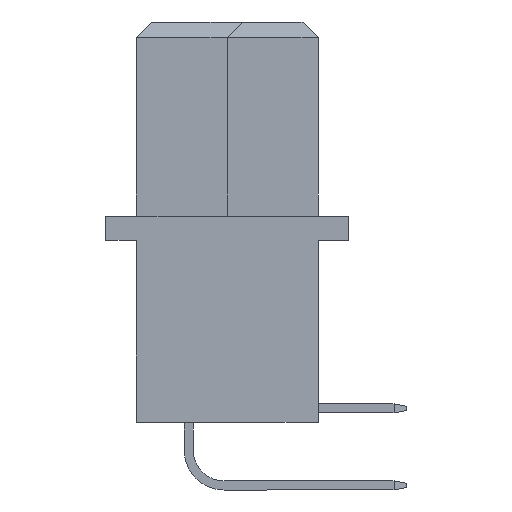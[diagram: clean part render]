
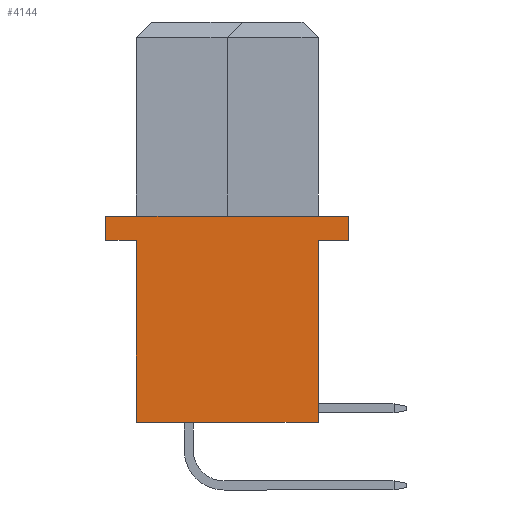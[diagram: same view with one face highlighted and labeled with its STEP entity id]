
A CAD part, left-side view. The second image highlights one B-rep face of the part: STEP entity #4144.
In plain terms, the highlighted planar face has unit normal (-1, 0, 0).
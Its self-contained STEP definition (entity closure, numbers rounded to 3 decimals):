
#126 = EDGE_CURVE ( 'NONE', #1303, #9378, #191, .T. ) ;
#190 = LINE ( 'NONE', #3950, #8889 ) ;
#191 = LINE ( 'NONE', #8990, #6405 ) ;
#594 = EDGE_CURVE ( 'NONE', #9378, #2283, #2723, .T. ) ;
#719 = AXIS2_PLACEMENT_3D ( 'NONE', #6066, #8507, #6895 ) ;
#1118 = DIRECTION ( 'NONE',  ( 0., 0., 1. ) ) ;
#1303 = VERTEX_POINT ( 'NONE', #9664 ) ;
#1340 = DIRECTION ( 'NONE',  ( 0., 1., 0. ) ) ;
#1597 = VECTOR ( 'NONE', #8732, 1000. ) ;
#1705 = LINE ( 'NONE', #3304, #9744 ) ;
#1742 = CARTESIAN_POINT ( 'NONE',  ( -19.38, 4., -6.4 ) ) ;
#1880 = ORIENTED_EDGE ( 'NONE', *, *, #2413, .T. ) ;
#2017 = ORIENTED_EDGE ( 'NONE', *, *, #8076, .F. ) ;
#2283 = VERTEX_POINT ( 'NONE', #9035 ) ;
#2397 = CARTESIAN_POINT ( 'NONE',  ( -19.38, 4., -6.4 ) ) ;
#2413 = EDGE_CURVE ( 'NONE', #5400, #2283, #7426, .T. ) ;
#2687 = CARTESIAN_POINT ( 'NONE',  ( -19.38, -4., -13.2 ) ) ;
#2723 = LINE ( 'NONE', #1742, #3495 ) ;
#3213 = VERTEX_POINT ( 'NONE', #5880 ) ;
#3236 = VERTEX_POINT ( 'NONE', #5098 ) ;
#3304 = CARTESIAN_POINT ( 'NONE',  ( -19.38, -3., -7.2 ) ) ;
#3407 = CARTESIAN_POINT ( 'NONE',  ( -19.38, -4., -13.2 ) ) ;
#3412 = DIRECTION ( 'NONE',  ( 0., 0., 1. ) ) ;
#3495 = VECTOR ( 'NONE', #4242, 1000. ) ;
#3523 = EDGE_CURVE ( 'NONE', #5400, #8274, #190, .T. ) ;
#3579 = ORIENTED_EDGE ( 'NONE', *, *, #6612, .F. ) ;
#3950 = CARTESIAN_POINT ( 'NONE',  ( -19.38, -3., -7.2 ) ) ;
#4110 = ORIENTED_EDGE ( 'NONE', *, *, #8008, .T. ) ;
#4144 = ADVANCED_FACE ( 'NONE', ( #6224 ), #8558, .T. ) ;
#4242 = DIRECTION ( 'NONE',  ( 0., -1., 0. ) ) ;
#4346 = ORIENTED_EDGE ( 'NONE', *, *, #3523, .F. ) ;
#4626 = ORIENTED_EDGE ( 'NONE', *, *, #594, .F. ) ;
#5098 = CARTESIAN_POINT ( 'NONE',  ( -19.38, 3., -7.2 ) ) ;
#5261 = VECTOR ( 'NONE', #8987, 1000. ) ;
#5358 = LINE ( 'NONE', #8467, #5837 ) ;
#5400 = VERTEX_POINT ( 'NONE', #5806 ) ;
#5566 = CARTESIAN_POINT ( 'NONE',  ( -19.38, 3., -7.2 ) ) ;
#5720 = VECTOR ( 'NONE', #1118, 1000. ) ;
#5806 = CARTESIAN_POINT ( 'NONE',  ( -19.38, -4., -7.2 ) ) ;
#5837 = VECTOR ( 'NONE', #1340, 1000. ) ;
#5880 = CARTESIAN_POINT ( 'NONE',  ( -19.38, -3., -13.2 ) ) ;
#5919 = LINE ( 'NONE', #2687, #5261 ) ;
#5966 = CARTESIAN_POINT ( 'NONE',  ( -19.38, -3., -7.2 ) ) ;
#6066 = CARTESIAN_POINT ( 'NONE',  ( -19.38, -4., -13.2 ) ) ;
#6224 = FACE_OUTER_BOUND ( 'NONE', #8237, .T. ) ;
#6405 = VECTOR ( 'NONE', #3412, 1000. ) ;
#6541 = VERTEX_POINT ( 'NONE', #7592 ) ;
#6612 = EDGE_CURVE ( 'NONE', #3236, #1303, #5358, .T. ) ;
#6895 = DIRECTION ( 'NONE',  ( 0., 0., 1. ) ) ;
#7298 = ORIENTED_EDGE ( 'NONE', *, *, #126, .F. ) ;
#7426 = LINE ( 'NONE', #3407, #5720 ) ;
#7592 = CARTESIAN_POINT ( 'NONE',  ( -19.38, 3., -13.2 ) ) ;
#7903 = DIRECTION ( 'NONE',  ( 0., 0., -1. ) ) ;
#8008 = EDGE_CURVE ( 'NONE', #3236, #6541, #8051, .T. ) ;
#8051 = LINE ( 'NONE', #5566, #1597 ) ;
#8076 = EDGE_CURVE ( 'NONE', #8274, #3213, #1705, .T. ) ;
#8140 = EDGE_CURVE ( 'NONE', #6541, #3213, #5919, .T. ) ;
#8237 = EDGE_LOOP ( 'NONE', ( #2017, #4346, #1880, #4626, #7298, #3579, #4110, #8950 ) ) ;
#8274 = VERTEX_POINT ( 'NONE', #5966 ) ;
#8467 = CARTESIAN_POINT ( 'NONE',  ( -19.38, 4., -7.2 ) ) ;
#8507 = DIRECTION ( 'NONE',  ( -1., 0., 0. ) ) ;
#8558 = PLANE ( 'NONE',  #719 ) ;
#8732 = DIRECTION ( 'NONE',  ( 0., 0., -1. ) ) ;
#8889 = VECTOR ( 'NONE', #9519, 1000. ) ;
#8950 = ORIENTED_EDGE ( 'NONE', *, *, #8140, .T. ) ;
#8987 = DIRECTION ( 'NONE',  ( 0., -1., 0. ) ) ;
#8990 = CARTESIAN_POINT ( 'NONE',  ( -19.38, 4., -13.2 ) ) ;
#9035 = CARTESIAN_POINT ( 'NONE',  ( -19.38, -4., -6.4 ) ) ;
#9378 = VERTEX_POINT ( 'NONE', #2397 ) ;
#9519 = DIRECTION ( 'NONE',  ( 0., 1., 0. ) ) ;
#9664 = CARTESIAN_POINT ( 'NONE',  ( -19.38, 4., -7.2 ) ) ;
#9744 = VECTOR ( 'NONE', #7903, 1000. ) ;
